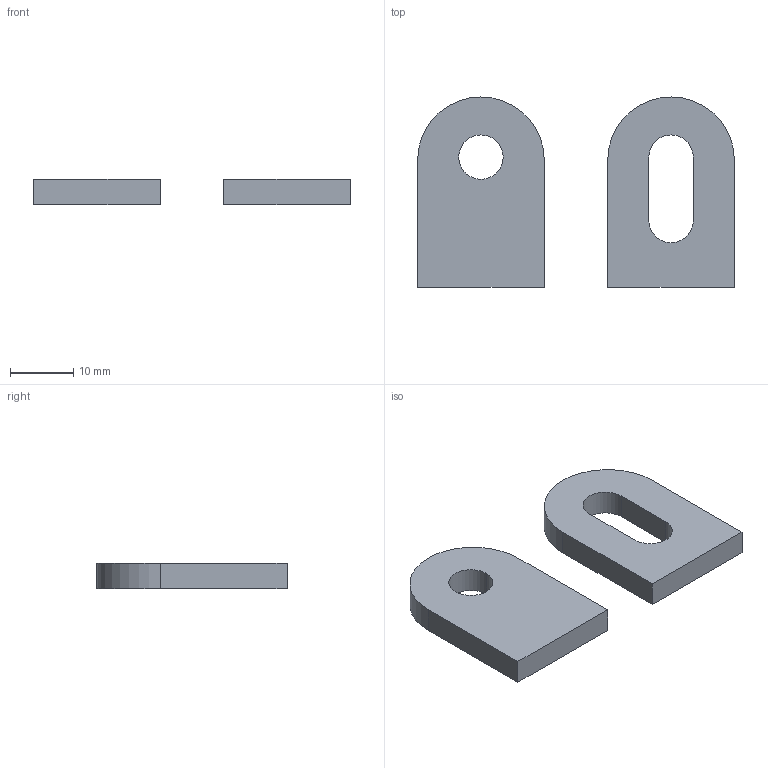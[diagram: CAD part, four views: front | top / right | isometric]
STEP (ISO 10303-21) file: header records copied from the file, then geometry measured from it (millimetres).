
FILE_DESCRIPTION((''),'2;1');
FILE_NAME('2976','2022-04-18T12:08:55',('Gogel'),('Gerresheimer Regensburg GmbH'),'CREO PARAMETRIC BY PTC INC, 2018420','CREO PARAMETRIC BY PTC INC, 2018420','');
FILE_SCHEMA(('AUTOMOTIVE_DESIGN { 1 0 10303 214 1 1 1 1 }'));
Length unit declared in the file: millimetre
Products named in the file (1): 2976
Bounding box: 50 x 30 x 4 mm (x, y, z)
Volume: 3868.8 mm3; surface area: 2921.6 mm2
Topology: 2 solids, 2 shells, 18 faces, 42 edges, 28 vertices
Faces by surface type: plane 12, cylinder 6
Entity records: 850 total; most frequent: DIRECTION 117, CARTESIAN_POINT 108, ORIENTED_EDGE 84, EDGE_CURVE 42, COLOUR_RGB 41, AXIS2_PLACEMENT_3D 40, VECTOR 34, LINE 34
